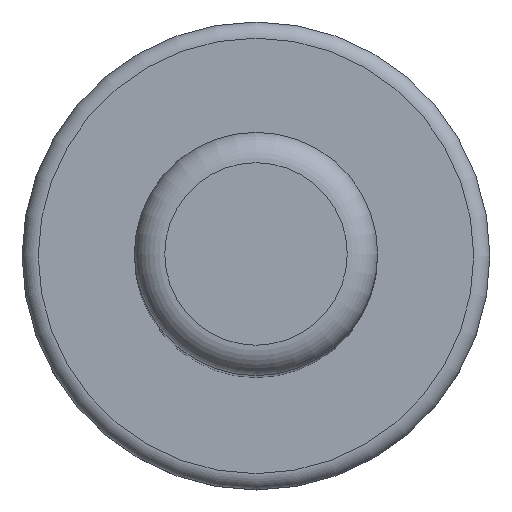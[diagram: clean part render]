
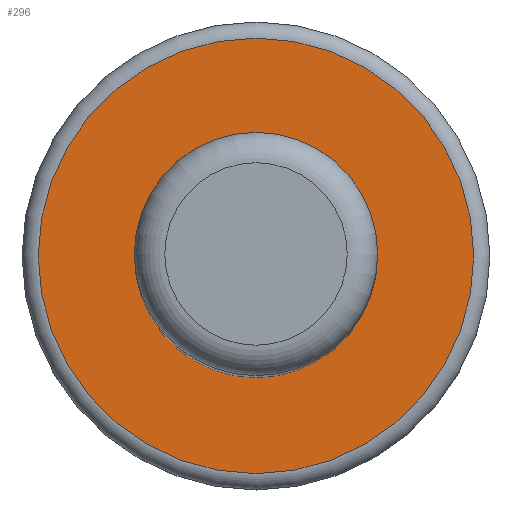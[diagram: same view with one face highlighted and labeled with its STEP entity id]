
A CAD part, top view. The second image highlights one B-rep face of the part: STEP entity #296.
In plain terms, the highlighted planar face has unit normal (0, 0, 1).
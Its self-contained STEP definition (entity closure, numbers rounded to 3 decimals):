
#114=DIRECTION('',(0.,0.,-1.));
#115=DIRECTION('',(-1.,0.,0.));
#135=DIRECTION('',(0.,0.,-1.));
#283=VERTEX_POINT('',#284);
#284=CARTESIAN_POINT('',(-1.163,0.,0.5));
#289=EDGE_CURVE('',#283,#283,#290,.T.);
#290=CIRCLE('',#291,1.163);
#291=AXIS2_PLACEMENT_3D('',#292,#114,#115);
#292=CARTESIAN_POINT('',(0.,0.,0.5));
#296=ADVANCED_FACE('',(#297,#300),#307,.F.);
#297=FACE_BOUND('',#298,.F.);
#298=EDGE_LOOP('',(#299));
#299=ORIENTED_EDGE('',*,*,#289,.T.);
#300=FACE_BOUND('',#301,.F.);
#301=EDGE_LOOP('',(#302));
#302=ORIENTED_EDGE('',*,*,#303,.F.);
#303=EDGE_CURVE('',#304,#304,#306,.T.);
#304=VERTEX_POINT('',#305);
#305=CARTESIAN_POINT('',(-0.65,0.,0.5));
#306=CIRCLE('',#291,0.65);
#307=PLANE('',#308);
#308=AXIS2_PLACEMENT_3D('',#292,#135,#115);
